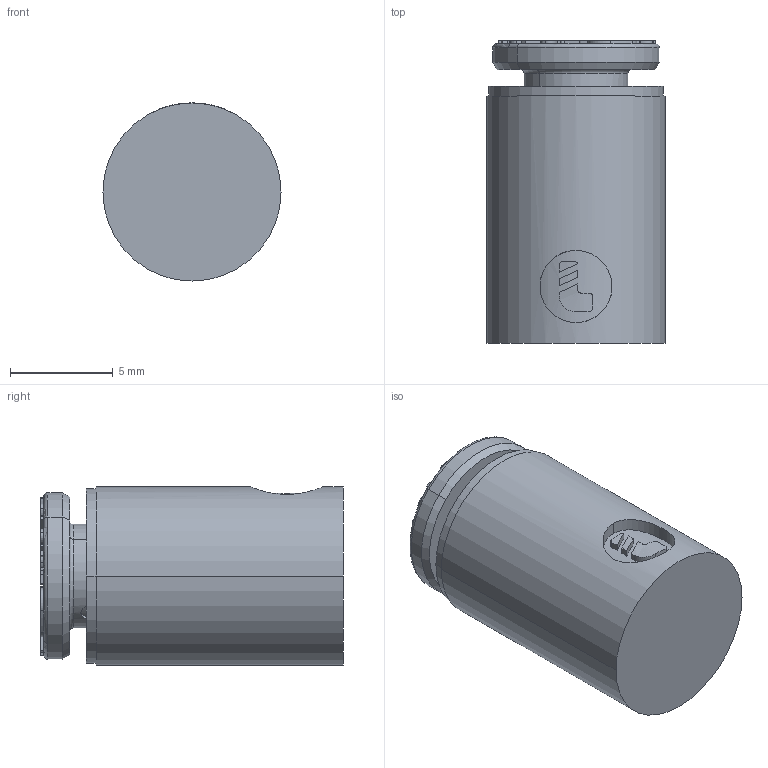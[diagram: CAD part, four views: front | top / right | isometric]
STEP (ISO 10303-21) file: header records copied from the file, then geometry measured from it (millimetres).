
FILE_DESCRIPTION(('STEP AP214'),'1');
FILE_NAME('6851_04_00.stp','2016-07-07T14:45:10',('TraceParts'),('TraceParts S.A.'),'Spatial InterOp 3D',' ',' ');
FILE_SCHEMA(('automotive_design'));
Length unit declared in the file: millimetre
Products named in the file (6): V851-04-00_ASM|Next assembly relationship#44104-64_ASM|Next assembly relationship#44104-26;44104-26; V851-04-00_ASM|Next assembly relationship#44104-64_ASM|Next assembly relationship#44104;44104; V851-04-00_ASM|Next assembly relationship#44104-64_ASM|Next assembly relationship#44104-27;44104-27; V851-04-00_ASM|Next assembly relationship#44104-64_ASM|Next assembly relationship#44124-20;44124-20; V851-04-00_ASM|Next assembly relationship#44524-84;44524-84; V851-04-00_ASM|Next assembly relationship#44104-11-10_ASS;44104-11-10_ASS
Bounding box: 8.65 x 14.69 x 8.65 mm (x, y, z)
Volume: 601.1 mm3; surface area: 1389.7 mm2
Topology: 6 solids, 6 shells, 644 faces, 1645 edges, 1028 vertices
Faces by surface type: plane 199, cylinder 119, extrusion 99, torus 92, bspline 66, cone 65, sphere 4
Entity records: 22616 total; most frequent: CARTESIAN_POINT 7666, ORIENTED_EDGE 3282, DIRECTION 2752, EDGE_CURVE 1641, VERTEX_POINT 1028, AXIS2_PLACEMENT_3D 973, VECTOR 806, LINE 707
